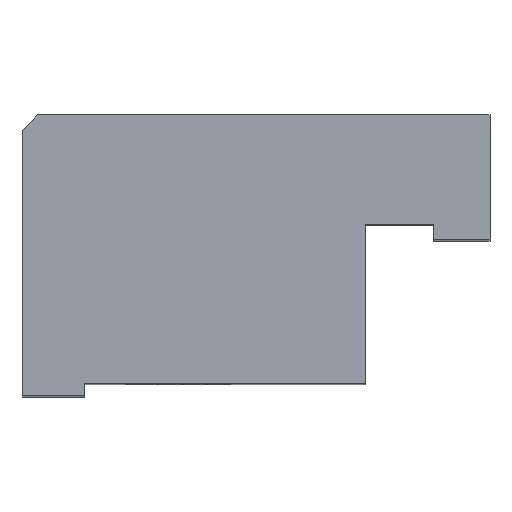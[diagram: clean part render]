
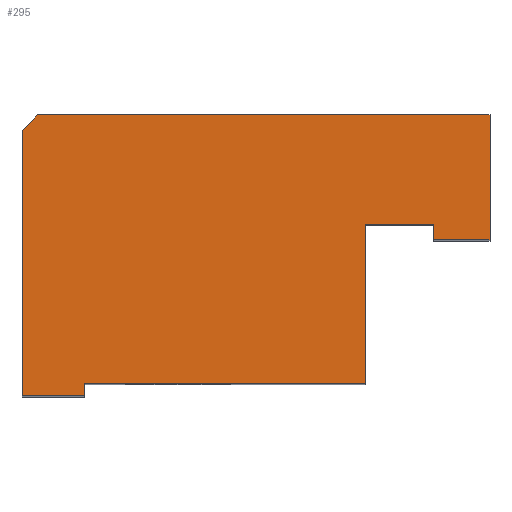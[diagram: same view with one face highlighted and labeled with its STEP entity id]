
A CAD part, top view. The second image highlights one B-rep face of the part: STEP entity #295.
In plain terms, the highlighted planar face has unit normal (0, 0, 1).
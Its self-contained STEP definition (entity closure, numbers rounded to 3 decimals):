
#15=LINE('',#408,#48);
#29=LINE('',#436,#62);
#31=LINE('',#440,#64);
#33=LINE('',#444,#66);
#35=LINE('',#448,#68);
#37=LINE('',#452,#70);
#39=LINE('',#456,#72);
#41=LINE('',#460,#74);
#43=LINE('',#464,#76);
#45=LINE('',#468,#78);
#47=LINE('',#471,#80);
#48=VECTOR('',#336,0.707);
#62=VECTOR('',#354,14.5);
#64=VECTOR('',#358,4.);
#66=VECTOR('',#362,1.8);
#68=VECTOR('',#366,0.5);
#70=VECTOR('',#370,2.2);
#72=VECTOR('',#374,5.1);
#74=VECTOR('',#378,9.);
#76=VECTOR('',#382,0.4);
#78=VECTOR('',#386,2.);
#80=VECTOR('',#390,8.5);
#103=FACE_OUTER_BOUND('',#124,.T.);
#124=EDGE_LOOP('',(#255,#256,#257,#258,#259,#260,#261,#262,#263,#264,#265));
#133=VERTEX_POINT('',#406);
#134=VERTEX_POINT('',#407);
#146=VERTEX_POINT('',#435);
#147=VERTEX_POINT('',#439);
#148=VERTEX_POINT('',#443);
#149=VERTEX_POINT('',#447);
#150=VERTEX_POINT('',#451);
#151=VERTEX_POINT('',#455);
#152=VERTEX_POINT('',#459);
#153=VERTEX_POINT('',#463);
#154=VERTEX_POINT('',#467);
#159=EDGE_CURVE('',#133,#134,#15,.T.);
#173=EDGE_CURVE('',#134,#146,#29,.T.);
#175=EDGE_CURVE('',#146,#147,#31,.T.);
#177=EDGE_CURVE('',#147,#148,#33,.T.);
#179=EDGE_CURVE('',#148,#149,#35,.T.);
#181=EDGE_CURVE('',#149,#150,#37,.T.);
#183=EDGE_CURVE('',#150,#151,#39,.T.);
#185=EDGE_CURVE('',#151,#152,#41,.T.);
#187=EDGE_CURVE('',#152,#153,#43,.T.);
#189=EDGE_CURVE('',#153,#154,#45,.T.);
#191=EDGE_CURVE('',#154,#133,#47,.T.);
#255=ORIENTED_EDGE('',*,*,#159,.F.);
#256=ORIENTED_EDGE('',*,*,#191,.F.);
#257=ORIENTED_EDGE('',*,*,#189,.F.);
#258=ORIENTED_EDGE('',*,*,#187,.F.);
#259=ORIENTED_EDGE('',*,*,#185,.F.);
#260=ORIENTED_EDGE('',*,*,#183,.F.);
#261=ORIENTED_EDGE('',*,*,#181,.F.);
#262=ORIENTED_EDGE('',*,*,#179,.F.);
#263=ORIENTED_EDGE('',*,*,#177,.F.);
#264=ORIENTED_EDGE('',*,*,#175,.F.);
#265=ORIENTED_EDGE('',*,*,#173,.F.);
#279=PLANE('',#317);
#295=ADVANCED_FACE('',(#103),#279,.T.);
#317=AXIS2_PLACEMENT_3D('',#472,#391,#392);
#336=DIRECTION('',(0.707,0.707,0.));
#354=DIRECTION('',(1.,0.,0.));
#358=DIRECTION('',(0.,-1.,0.));
#362=DIRECTION('',(-1.,0.,0.));
#366=DIRECTION('',(0.,1.,0.));
#370=DIRECTION('',(-1.,0.,0.));
#374=DIRECTION('',(0.,-1.,0.));
#378=DIRECTION('',(-1.,0.,0.));
#382=DIRECTION('',(0.,-1.,0.));
#386=DIRECTION('',(-1.,0.,0.));
#390=DIRECTION('',(0.,1.,0.));
#391=DIRECTION('center_axis',(0.,0.,1.));
#392=DIRECTION('ref_axis',(1.,0.,0.));
#406=CARTESIAN_POINT('',(-114.984,51.141,25.));
#407=CARTESIAN_POINT('',(-114.484,51.641,25.));
#408=CARTESIAN_POINT('',(-113.951,52.174,25.));
#435=CARTESIAN_POINT('',(-99.984,51.641,25.));
#436=CARTESIAN_POINT('',(-99.984,51.641,25.));
#439=CARTESIAN_POINT('',(-99.984,47.641,25.));
#440=CARTESIAN_POINT('',(-99.984,47.641,25.));
#443=CARTESIAN_POINT('',(-101.784,47.641,25.));
#444=CARTESIAN_POINT('',(-101.784,47.641,25.));
#447=CARTESIAN_POINT('',(-101.784,48.141,25.));
#448=CARTESIAN_POINT('',(-101.784,48.141,25.));
#451=CARTESIAN_POINT('',(-103.984,48.141,25.));
#452=CARTESIAN_POINT('',(-103.984,48.141,25.));
#455=CARTESIAN_POINT('',(-103.984,43.041,25.));
#456=CARTESIAN_POINT('',(-103.984,43.041,25.));
#459=CARTESIAN_POINT('',(-112.984,43.041,25.));
#460=CARTESIAN_POINT('',(-112.984,43.041,25.));
#463=CARTESIAN_POINT('',(-112.984,42.641,25.));
#464=CARTESIAN_POINT('',(-112.984,42.641,25.));
#467=CARTESIAN_POINT('',(-114.984,42.641,25.));
#468=CARTESIAN_POINT('',(-114.984,42.641,25.));
#471=CARTESIAN_POINT('',(-114.984,51.641,25.));
#472=CARTESIAN_POINT('Origin',(-107.872,47.66,25.));
